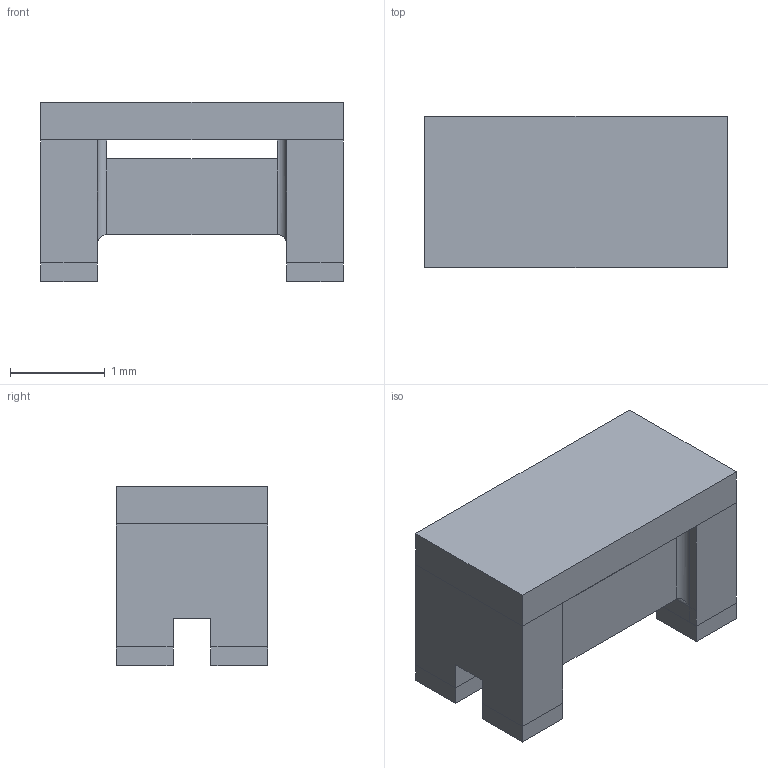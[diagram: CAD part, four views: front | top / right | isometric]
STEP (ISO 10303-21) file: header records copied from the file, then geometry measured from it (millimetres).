
FILE_DESCRIPTION(('FreeCAD Model'),'2;1');
FILE_NAME('Open CASCADE Shape Model','2024-08-02T23:34:52',('Author'),( ''),'Open CASCADE STEP processor 7.8','FreeCAD','Unknown');
FILE_SCHEMA(('AUTOMOTIVE_DESIGN { 1 0 10303 214 1 1 1 1 }'));
Length unit declared in the file: millimetre
Products named in the file (1): Part
Bounding box: 3.2 x 1.6 x 1.9 mm (x, y, z)
Volume: 6.7 mm3; surface area: 40.3 mm2
Topology: 6 solids, 6 shells, 76 faces, 168 edges, 104 vertices
Faces by surface type: plane 68, cylinder 8
Entity records: 2455 total; most frequent: CARTESIAN_POINT 349, ORIENTED_EDGE 336, DIRECTION 334, EDGE_CURVE 168, LINE 156, VECTOR 156, VERTEX_POINT 104, AXIS2_PLACEMENT_3D 89
